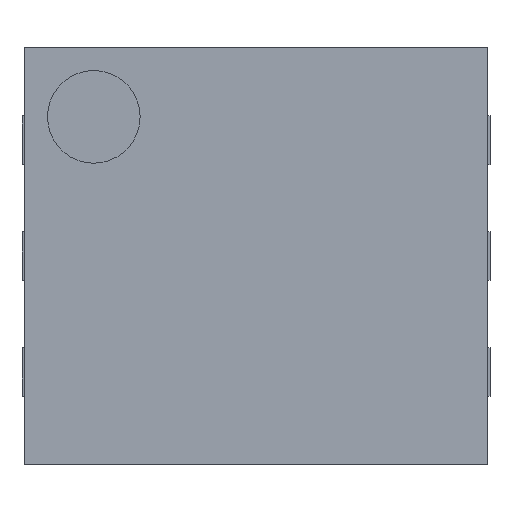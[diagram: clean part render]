
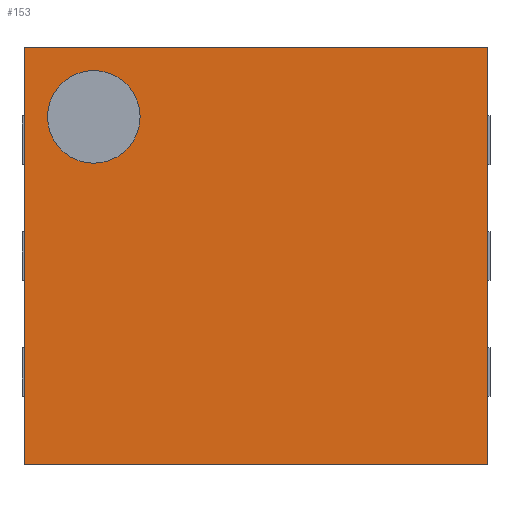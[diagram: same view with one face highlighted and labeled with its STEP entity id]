
A CAD part, top view. The second image highlights one B-rep face of the part: STEP entity #153.
In plain terms, the highlighted face is planar.
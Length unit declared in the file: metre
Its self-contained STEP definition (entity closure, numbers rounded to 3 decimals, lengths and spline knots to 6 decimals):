
#153=ADVANCED_FACE('1:75',(#314,#315),#316,.T.);
#314=FACE_BOUND('',#484,.T.);
#315=FACE_OUTER_BOUND('',#485,.T.);
#316=PLANE('',#486);
#484=EDGE_LOOP('',(#839,#840));
#485=EDGE_LOOP('',(#841,#842,#843,#844));
#486=AXIS2_PLACEMENT_3D('',#845,#846,#847);
#839=ORIENTED_EDGE('',*,*,#1065,.F.);
#840=ORIENTED_EDGE('',*,*,#1201,.F.);
#841=ORIENTED_EDGE('',*,*,#1198,.T.);
#842=ORIENTED_EDGE('',*,*,#1190,.T.);
#843=ORIENTED_EDGE('',*,*,#1186,.T.);
#844=ORIENTED_EDGE('',*,*,#1177,.T.);
#845=CARTESIAN_POINT('',(0.,-0.000555,0.));
#846=DIRECTION('',(0.0,-1.0,0.0));
#847=DIRECTION('',(0.0,0.0,-1.0));
#1065=EDGE_CURVE('1:486',#1264,#1260,#1266,.F.);
#1177=EDGE_CURVE('1:426',#1451,#1452,#1453,.T.);
#1186=EDGE_CURVE('1:450',#1465,#1451,#1466,.T.);
#1190=EDGE_CURVE('1:459',#1470,#1465,#1471,.T.);
#1198=EDGE_CURVE('1:480',#1452,#1470,#1482,.T.);
#1201=EDGE_CURVE('1:486',#1260,#1264,#1485,.F.);
#1260=VERTEX_POINT('',#1555);
#1264=VERTEX_POINT('',#1560);
#1266=CIRCLE('',#1563,0.0002);
#1451=VERTEX_POINT('',#1823);
#1452=VERTEX_POINT('',#1824);
#1453=LINE('',#1825,#1826);
#1465=VERTEX_POINT('',#1845);
#1466=LINE('',#1846,#1847);
#1470=VERTEX_POINT('',#1853);
#1471=LINE('',#1854,#1855);
#1482=LINE('',#1872,#1873);
#1485=CIRCLE('',#1877,0.0002);
#1555=CARTESIAN_POINT('',(-0.0005,-0.000555,0.0006));
#1560=CARTESIAN_POINT('',(-0.0009,-0.000555,0.0006));
#1563=AXIS2_PLACEMENT_3D('',#1978,#1979,#1980);
#1823=CARTESIAN_POINT('',(0.001,-0.000555,0.0009));
#1824=CARTESIAN_POINT('',(-0.001,-0.000555,0.0009));
#1825=CARTESIAN_POINT('',(0.0005,-0.000555,0.0009));
#1826=VECTOR('',#2104,1.0);
#1845=CARTESIAN_POINT('',(0.001,-0.000555,-0.0009));
#1846=CARTESIAN_POINT('',(0.001,-0.000555,-0.0005));
#1847=VECTOR('',#2112,1.0);
#1853=CARTESIAN_POINT('',(-0.001,-0.000555,-0.0009));
#1854=CARTESIAN_POINT('',(-0.0005,-0.000555,-0.0009));
#1855=VECTOR('',#2115,1.0);
#1872=CARTESIAN_POINT('',(-0.001,-0.000555,0.0005));
#1873=VECTOR('',#2122,1.0);
#1877=AXIS2_PLACEMENT_3D('',#2124,#2125,#2126);
#1978=CARTESIAN_POINT('',(-0.0007,-0.000555,0.0006));
#1979=DIRECTION('',(-0.0,1.0,0.0));
#1980=DIRECTION('',(1.0,0.0,0.0));
#2104=DIRECTION('',(-1.0,0.0,0.0));
#2112=DIRECTION('',(0.0,0.0,1.0));
#2115=DIRECTION('',(1.0,0.0,0.0));
#2122=DIRECTION('',(-0.0,0.0,-1.0));
#2124=CARTESIAN_POINT('',(-0.0007,-0.000555,0.0006));
#2125=DIRECTION('',(-0.0,1.0,0.0));
#2126=DIRECTION('',(1.0,0.0,0.0));
